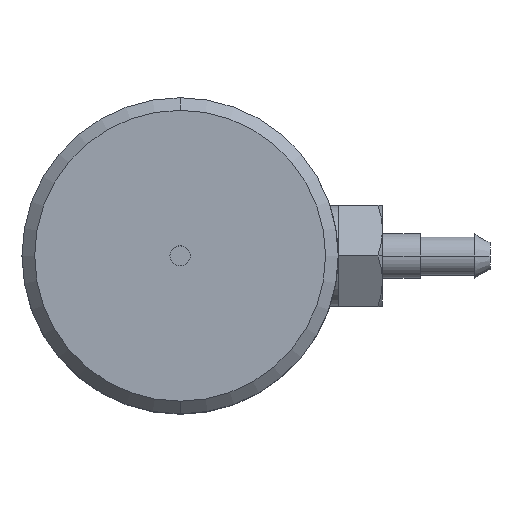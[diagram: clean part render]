
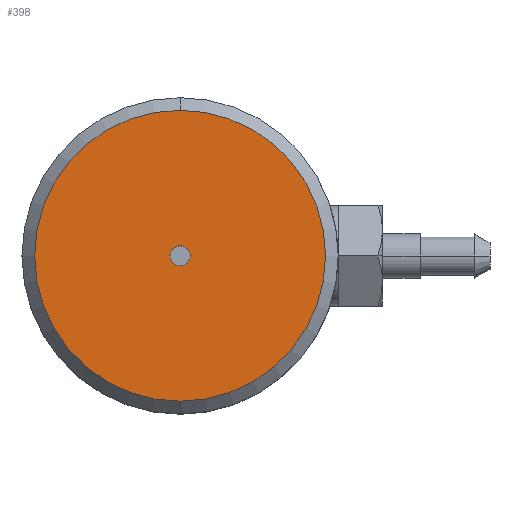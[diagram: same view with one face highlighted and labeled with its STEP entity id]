
A CAD part, top view. The second image highlights one B-rep face of the part: STEP entity #398.
In plain terms, the highlighted planar face has unit normal (0, 0, 1).
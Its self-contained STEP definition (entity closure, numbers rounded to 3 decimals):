
#282=EDGE_CURVE('',#664,#290,#735,.T.);
#290=VERTEX_POINT('',#744);
#328=VERTEX_POINT('',#790);
#340=EDGE_CURVE('',#328,#656,#802,.T.);
#398=ADVANCED_FACE('',(#869,#870),#871,.T.);
#482=EDGE_CURVE('',#656,#328,#965,.T.);
#560=EDGE_CURVE('',#290,#664,#1050,.T.);
#656=VERTEX_POINT('',#1157);
#664=VERTEX_POINT('',#1167);
#735=CIRCLE('',#1262,11.5);
#744=CARTESIAN_POINT('',(0.,-11.5,20.0));
#790=CARTESIAN_POINT('',(0.0,-0.8,20.0));
#802=CIRCLE('',#1353,0.8);
#869=FACE_BOUND('',#1441,.T.);
#870=FACE_OUTER_BOUND('',#1442,.T.);
#871=PLANE('',#1443);
#965=CIRCLE('',#1576,0.8);
#1050=CIRCLE('',#1713,11.5);
#1157=CARTESIAN_POINT('',(0.,0.8,20.0));
#1167=CARTESIAN_POINT('',(0.,11.5,20.0));
#1262=AXIS2_PLACEMENT_3D('',#1933,#1934,#1935);
#1353=AXIS2_PLACEMENT_3D('',#2029,#2030,#2031);
#1441=EDGE_LOOP('',(#2113,#2114));
#1442=EDGE_LOOP('',(#2115,#2116));
#1443=AXIS2_PLACEMENT_3D('',#2117,#2118,#2119);
#1576=AXIS2_PLACEMENT_3D('',#2207,#2208,#2209);
#1713=AXIS2_PLACEMENT_3D('',#2308,#2309,#2310);
#1933=CARTESIAN_POINT('',(0.,0.0,20.0));
#1934=DIRECTION('',(0.0,0.0,1.0));
#1935=DIRECTION('',(0.,-1.0,0.0));
#2029=CARTESIAN_POINT('',(0.0,0.0,20.0));
#2030=DIRECTION('',(0.0,0.0,-1.0));
#2031=DIRECTION('',(0.0,1.0,0.0));
#2113=ORIENTED_EDGE('',*,*,#340,.T.);
#2114=ORIENTED_EDGE('',*,*,#482,.T.);
#2115=ORIENTED_EDGE('',*,*,#560,.T.);
#2116=ORIENTED_EDGE('',*,*,#282,.T.);
#2117=CARTESIAN_POINT('',(0.,-5.75,20.0));
#2118=DIRECTION('',(0.0,0.0,1.0));
#2119=DIRECTION('',(0.,-1.0,0.0));
#2207=CARTESIAN_POINT('',(0.0,0.0,20.0));
#2208=DIRECTION('',(0.0,0.0,-1.0));
#2209=DIRECTION('',(0.0,1.0,0.0));
#2308=CARTESIAN_POINT('',(0.,0.0,20.0));
#2309=DIRECTION('',(0.0,0.0,1.0));
#2310=DIRECTION('',(0.,-1.0,0.0));
